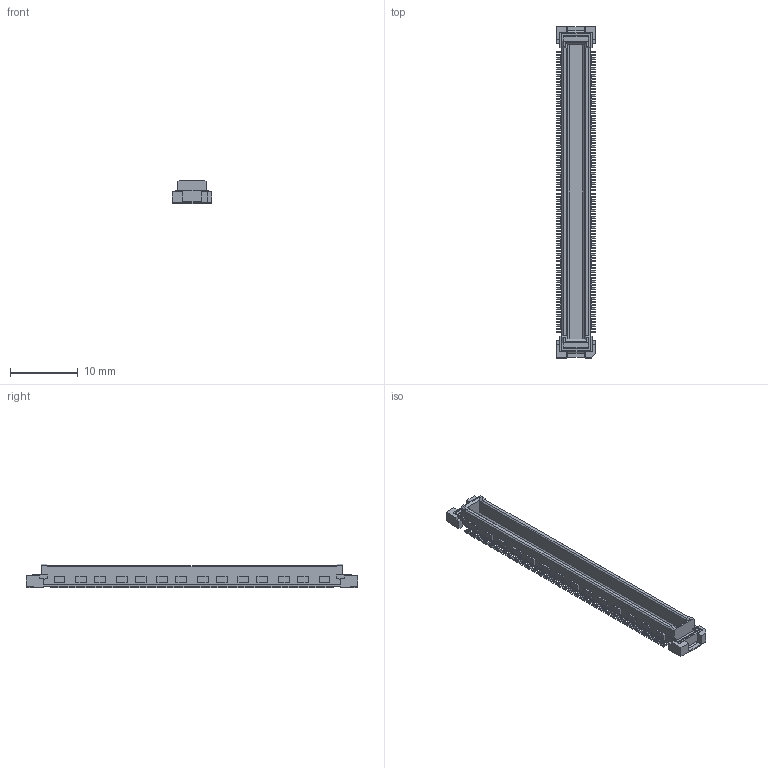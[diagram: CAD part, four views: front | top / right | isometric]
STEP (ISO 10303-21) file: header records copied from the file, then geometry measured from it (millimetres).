
FILE_DESCRIPTION(('CoCreate Modeling STEP Export'),'2;1');
FILE_NAME('FX10B-168P-SV..stp','2010-07-30T 9:15:14',(''),(''),'CoCreate Modeling STEP processor for AP214 (Solid Model)','CoCreate Modeling 17.0 01-Apr-2010 (C) Parametric Technology GmbH','');
FILE_SCHEMA(('AUTOMOTIVE_DESIGN { 1 0 10303 214 1 1 1 1 }'));
Products named in the file (1): FX10B-168P-SV
Bounding box: 5.9 x 49.1 x 3.5 mm (x, y, z)
Volume: 365.1 mm3; surface area: 1189 mm2
Topology: 1 solids, 1 shells, 2018 faces, 5609 edges, 3614 vertices
Faces by surface type: plane 1838, cylinder 180
Entity records: 62208 total; most frequent: ORIENTED_EDGE 11218, CARTESIAN_POINT 11030, DIRECTION 9768, EDGE_CURVE 5609, VECTOR 5064, LINE 5064, VERTEX_POINT 3614, AXIS2_PLACEMENT_3D 2352
